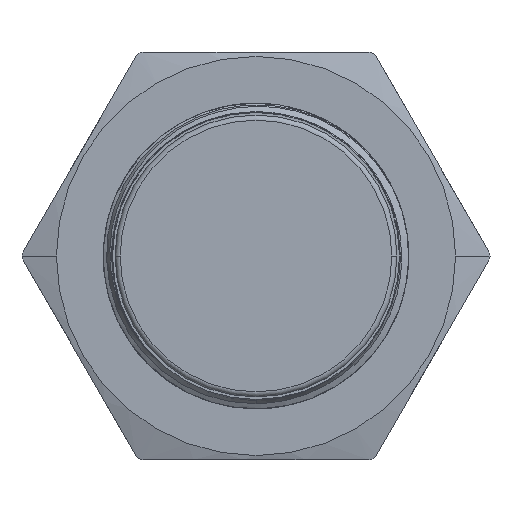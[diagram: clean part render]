
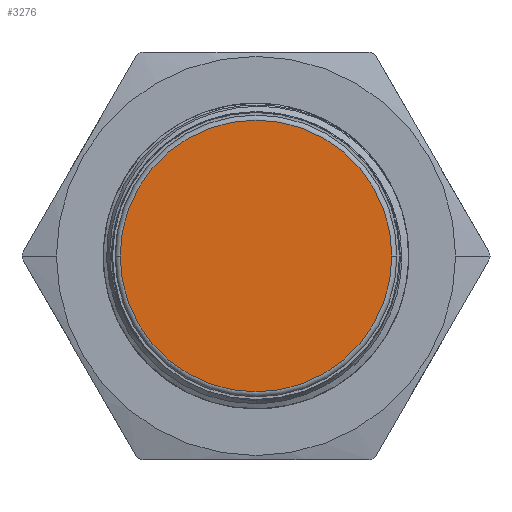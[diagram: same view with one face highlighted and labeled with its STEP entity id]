
A CAD part, front view. The second image highlights one B-rep face of the part: STEP entity #3276.
In plain terms, the highlighted planar face has unit normal (0, -1, 0).
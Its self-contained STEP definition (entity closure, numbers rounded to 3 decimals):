
#447=PLANE('',#13404);
#3276=ADVANCED_FACE('',(#3995),#447,.T.);
#3995=FACE_OUTER_BOUND('',#4699,.T.);
#4699=EDGE_LOOP('',(#5437,#5438));
#5437=ORIENTED_EDGE('',*,*,#10958,.T.);
#5438=ORIENTED_EDGE('',*,*,#10957,.T.);
#9581=VERTEX_POINT('',#17127);
#9582=VERTEX_POINT('',#17129);
#10957=EDGE_CURVE('',#9581,#9582,#13021,.T.);
#10958=EDGE_CURVE('',#9582,#9581,#13022,.T.);
#13021=CIRCLE('',#13401,8.);
#13022=CIRCLE('',#13403,8.);
#13401=AXIS2_PLACEMENT_3D('',#17130,#14439,#14440);
#13403=AXIS2_PLACEMENT_3D('',#17132,#14443,#14444);
#13404=AXIS2_PLACEMENT_3D('',#17133,#14445,#14446);
#14439=DIRECTION('',(0.,-1.,0.));
#14440=DIRECTION('',(-1.,0.,0.));
#14443=DIRECTION('',(0.,-1.,0.));
#14444=DIRECTION('',(1.,0.,0.));
#14445=DIRECTION('',(0.,-1.,0.));
#14446=DIRECTION('',(0.,0.,1.));
#17127=CARTESIAN_POINT('',(-8.,-17.,0.));
#17129=CARTESIAN_POINT('',(8.,-17.,0.));
#17130=CARTESIAN_POINT('',(0.,-17.,0.));
#17132=CARTESIAN_POINT('',(0.,-17.,0.));
#17133=CARTESIAN_POINT('',(0.,-17.,0.));
